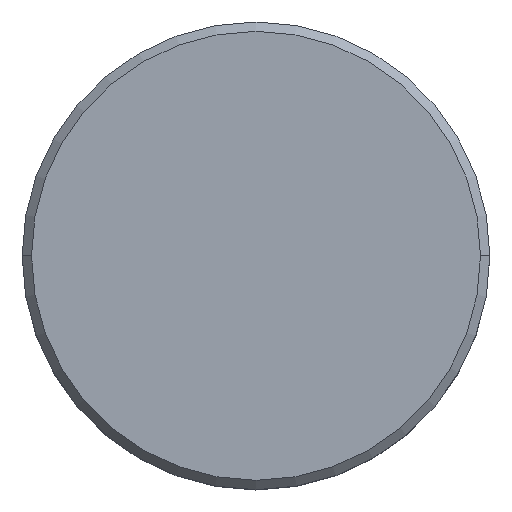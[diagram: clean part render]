
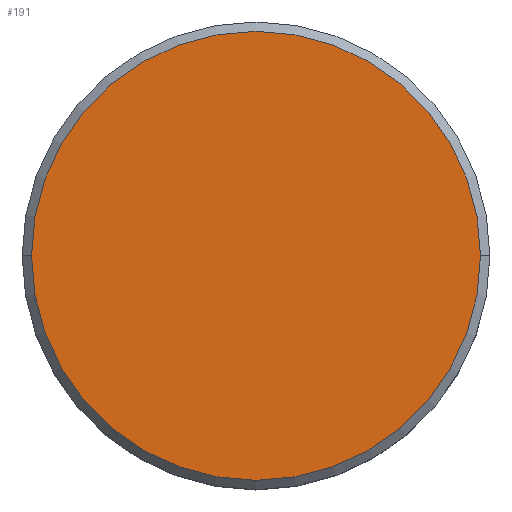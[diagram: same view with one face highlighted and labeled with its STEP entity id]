
A CAD part, top view. The second image highlights one B-rep face of the part: STEP entity #191.
In plain terms, the highlighted planar face has unit normal (0, 0, 1).
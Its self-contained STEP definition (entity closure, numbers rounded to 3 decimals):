
#37 = CARTESIAN_POINT ( 'NONE',  ( 0., 0., 0. ) ) ;
#39 = ORIENTED_EDGE ( 'NONE', *, *, #164, .T. ) ;
#78 = CARTESIAN_POINT ( 'NONE',  ( 0., 0., 0. ) ) ;
#95 = VERTEX_POINT ( 'NONE', #431 ) ;
#97 = CARTESIAN_POINT ( 'NONE',  ( 12., 0., 0. ) ) ;
#115 = DIRECTION ( 'NONE',  ( 0., 0., 1. ) ) ;
#146 = DIRECTION ( 'NONE',  ( 1., 0., 0. ) ) ;
#152 = DIRECTION ( 'NONE',  ( 0., 0., 1. ) ) ;
#164 = EDGE_CURVE ( 'NONE', #269, #95, #262, .T. ) ;
#166 = EDGE_LOOP ( 'NONE', ( #187, #39 ) ) ;
#187 = ORIENTED_EDGE ( 'NONE', *, *, #282, .T. ) ;
#191 = ADVANCED_FACE ( 'NONE', ( #542 ), #447, .T. ) ;
#222 = AXIS2_PLACEMENT_3D ( 'NONE', #37, #403, #308 ) ;
#262 = CIRCLE ( 'NONE', #435, 12. ) ;
#269 = VERTEX_POINT ( 'NONE', #97 ) ;
#282 = EDGE_CURVE ( 'NONE', #95, #269, #456, .T. ) ;
#289 = DIRECTION ( 'NONE',  ( 1., 0., 0. ) ) ;
#308 = DIRECTION ( 'NONE',  ( 1., 0., 0. ) ) ;
#403 = DIRECTION ( 'NONE',  ( 0., 0., 1. ) ) ;
#431 = CARTESIAN_POINT ( 'NONE',  ( -12., 0., 0. ) ) ;
#435 = AXIS2_PLACEMENT_3D ( 'NONE', #78, #115, #289 ) ;
#446 = AXIS2_PLACEMENT_3D ( 'NONE', #517, #152, #146 ) ;
#447 = PLANE ( 'NONE',  #222 ) ;
#456 = CIRCLE ( 'NONE', #446, 12. ) ;
#517 = CARTESIAN_POINT ( 'NONE',  ( 0., 0., 0. ) ) ;
#542 = FACE_OUTER_BOUND ( 'NONE', #166, .T. ) ;
